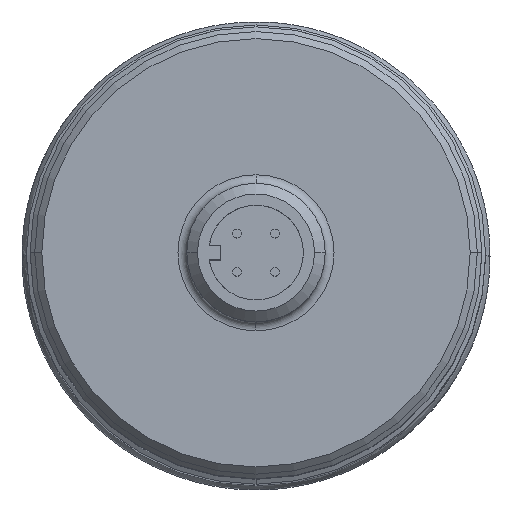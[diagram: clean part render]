
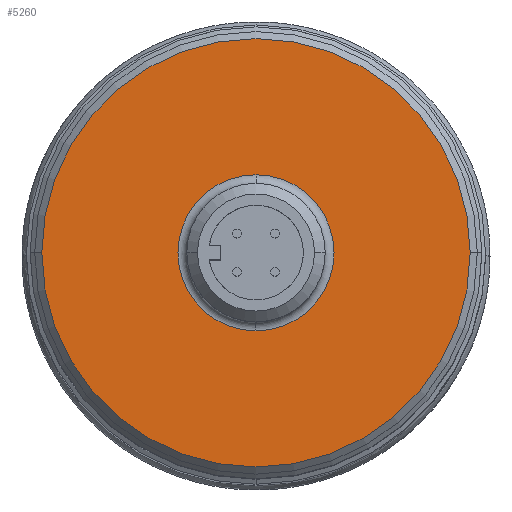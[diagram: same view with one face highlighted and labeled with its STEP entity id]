
A CAD part, top view. The second image highlights one B-rep face of the part: STEP entity #5260.
In plain terms, the highlighted planar face has unit normal (0, 0, 1).
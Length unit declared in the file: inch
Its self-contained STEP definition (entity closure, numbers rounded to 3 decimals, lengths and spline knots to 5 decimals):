
#166=CARTESIAN_POINT('',(0.,0.,12.353));
#167=DIRECTION('',(0.,0.,-1.));
#168=DIRECTION('',(1.,0.,0.));
#169=AXIS2_PLACEMENT_3D('',#166,#167,#168);
#171=CARTESIAN_POINT('',(0.,0.,12.353));
#172=DIRECTION('',(0.,0.,-1.));
#173=DIRECTION('',(-1.,0.,0.));
#174=AXIS2_PLACEMENT_3D('',#171,#172,#173);
#176=CARTESIAN_POINT('',(0.,0.,12.353));
#177=DIRECTION('',(0.,0.,1.));
#178=DIRECTION('',(0.,-1.,0.));
#179=AXIS2_PLACEMENT_3D('',#176,#177,#178);
#181=CARTESIAN_POINT('',(0.,0.,12.353));
#182=DIRECTION('',(0.,0.,1.));
#183=DIRECTION('',(0.,1.,0.));
#184=AXIS2_PLACEMENT_3D('',#181,#182,#183);
#4708=CARTESIAN_POINT('',(0.,-0.265,12.353));
#4709=CARTESIAN_POINT('',(0.,0.265,12.353));
#4710=VERTEX_POINT('',#4708);
#4711=VERTEX_POINT('',#4709);
#4720=CARTESIAN_POINT('',(0.727,0.,12.353));
#4721=CARTESIAN_POINT('',(-0.727,0.,12.353));
#4722=VERTEX_POINT('',#4720);
#4723=VERTEX_POINT('',#4721);
#5244=CARTESIAN_POINT('',(0.,0.,12.353));
#5245=DIRECTION('',(0.,0.,-1.));
#5246=DIRECTION('',(0.,1.,0.));
#5247=AXIS2_PLACEMENT_3D('',#5244,#5245,#5246);
#5248=PLANE('',#5247);
#5250=ORIENTED_EDGE('',*,*,#5249,.T.);
#5252=ORIENTED_EDGE('',*,*,#5251,.T.);
#5253=EDGE_LOOP('',(#5250,#5252));
#5254=FACE_OUTER_BOUND('',#5253,.F.);
#5256=ORIENTED_EDGE('',*,*,#5255,.T.);
#5257=ORIENTED_EDGE('',*,*,#5234,.T.);
#5258=EDGE_LOOP('',(#5256,#5257));
#5259=FACE_BOUND('',#5258,.F.);
#5260=ADVANCED_FACE('',(#5254,#5259),#5248,.F.);
#170=CIRCLE('',#169,0.727);
#175=CIRCLE('',#174,0.727);
#180=CIRCLE('',#179,0.265);
#185=CIRCLE('',#184,0.265);
#5234=EDGE_CURVE('',#4711,#4710,#185,.T.);
#5249=EDGE_CURVE('',#4722,#4723,#170,.T.);
#5251=EDGE_CURVE('',#4723,#4722,#175,.T.);
#5255=EDGE_CURVE('',#4710,#4711,#180,.T.);
